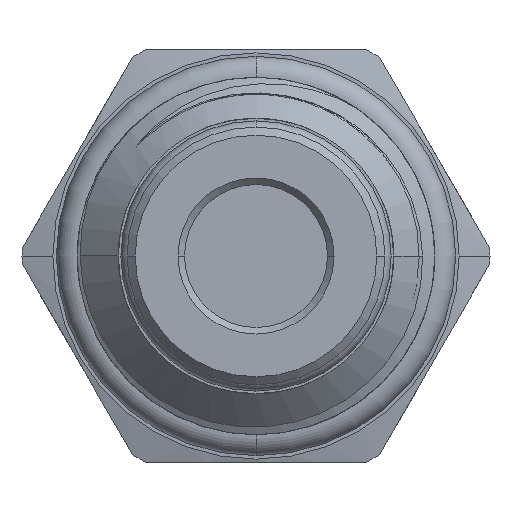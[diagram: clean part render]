
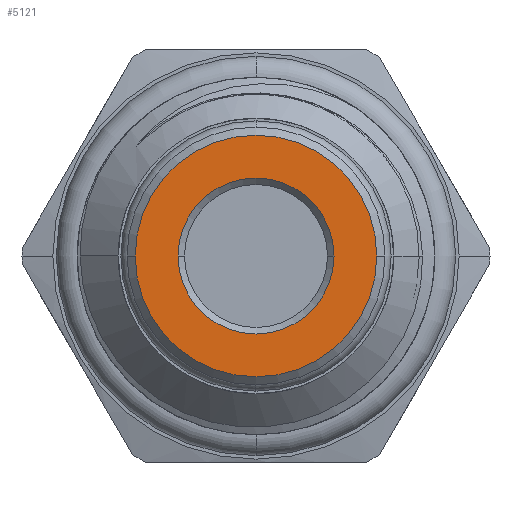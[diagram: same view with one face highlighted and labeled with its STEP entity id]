
A CAD part, left-side view. The second image highlights one B-rep face of the part: STEP entity #5121.
In plain terms, the highlighted planar face has unit normal (-1, 0, 0).
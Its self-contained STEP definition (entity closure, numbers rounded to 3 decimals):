
#118 = DIRECTION ( 'NONE',  ( 1., 0., 0. ) ) ;
#129 = CARTESIAN_POINT ( 'NONE',  ( -14.511, 0., 0. ) ) ;
#130 = DIRECTION ( 'NONE',  ( 0., 1., 0. ) ) ;
#456 = EDGE_CURVE ( 'NONE', #5513, #5257, #5782, .T. ) ;
#480 = EDGE_CURVE ( 'NONE', #5257, #5513, #6119, .T. ) ;
#1505 = DIRECTION ( 'NONE',  ( 0., 1., 0. ) ) ;
#1543 = CARTESIAN_POINT ( 'NONE',  ( -14.511, 0., 0. ) ) ;
#1545 = DIRECTION ( 'NONE',  ( 1., 0., 0. ) ) ;
#1688 = CARTESIAN_POINT ( 'NONE',  ( -14.511, -4.8, 0. ) ) ;
#1750 = CARTESIAN_POINT ( 'NONE',  ( -14.511, -7.435, 0. ) ) ;
#1780 = CARTESIAN_POINT ( 'NONE',  ( -14.511, 7.435, 0. ) ) ;
#1914 = FACE_BOUND ( 'NONE', #5487, .T. ) ;
#1926 = FACE_OUTER_BOUND ( 'NONE', #5490, .T. ) ;
#2007 = CIRCLE ( 'NONE', #6586, 4.8 ) ;
#2049 = CIRCLE ( 'NONE', #6390, 4.8 ) ;
#2156 = DIRECTION ( 'NONE',  ( 0., 1., 0. ) ) ;
#2252 = CARTESIAN_POINT ( 'NONE',  ( -14.511, 0., 0. ) ) ;
#2257 = CARTESIAN_POINT ( 'NONE',  ( -14.511, 4.8, 0. ) ) ;
#2629 = DIRECTION ( 'NONE',  ( -1., 0., 0. ) ) ;
#2646 = PLANE ( 'NONE',  #6476 ) ;
#2854 = ORIENTED_EDGE ( 'NONE', *, *, #6315, .T. ) ;
#2889 = ORIENTED_EDGE ( 'NONE', *, *, #480, .T. ) ;
#3598 = ORIENTED_EDGE ( 'NONE', *, *, #456, .T. ) ;
#3611 = ORIENTED_EDGE ( 'NONE', *, *, #6353, .T. ) ;
#5121 = ADVANCED_FACE ( 'NONE', ( #1914, #1926 ), #2646, .T. ) ;
#5175 = VERTEX_POINT ( 'NONE', #2257 ) ;
#5231 = VERTEX_POINT ( 'NONE', #1688 ) ;
#5257 = VERTEX_POINT ( 'NONE', #1780 ) ;
#5487 = EDGE_LOOP ( 'NONE', ( #2854, #3611 ) ) ;
#5490 = EDGE_LOOP ( 'NONE', ( #3598, #2889 ) ) ;
#5513 = VERTEX_POINT ( 'NONE', #1750 ) ;
#5782 = CIRCLE ( 'NONE', #6326, 7.435 ) ;
#6119 = CIRCLE ( 'NONE', #6662, 7.435 ) ;
#6315 = EDGE_CURVE ( 'NONE', #5175, #5231, #2007, .T. ) ;
#6326 = AXIS2_PLACEMENT_3D ( 'NONE', #7740, #7474, #7481 ) ;
#6353 = EDGE_CURVE ( 'NONE', #5231, #5175, #2049, .T. ) ;
#6390 = AXIS2_PLACEMENT_3D ( 'NONE', #129, #118, #130 ) ;
#6476 = AXIS2_PLACEMENT_3D ( 'NONE', #2252, #2629, #2156 ) ;
#6586 = AXIS2_PLACEMENT_3D ( 'NONE', #1543, #1545, #1505 ) ;
#6662 = AXIS2_PLACEMENT_3D ( 'NONE', #7636, #7637, #7638 ) ;
#7474 = DIRECTION ( 'NONE',  ( -1., 0., 0. ) ) ;
#7481 = DIRECTION ( 'NONE',  ( 0., 1., 0. ) ) ;
#7636 = CARTESIAN_POINT ( 'NONE',  ( -14.511, 0., 0. ) ) ;
#7637 = DIRECTION ( 'NONE',  ( -1., 0., 0. ) ) ;
#7638 = DIRECTION ( 'NONE',  ( 0., 1., 0. ) ) ;
#7740 = CARTESIAN_POINT ( 'NONE',  ( -14.511, 0., 0. ) ) ;
